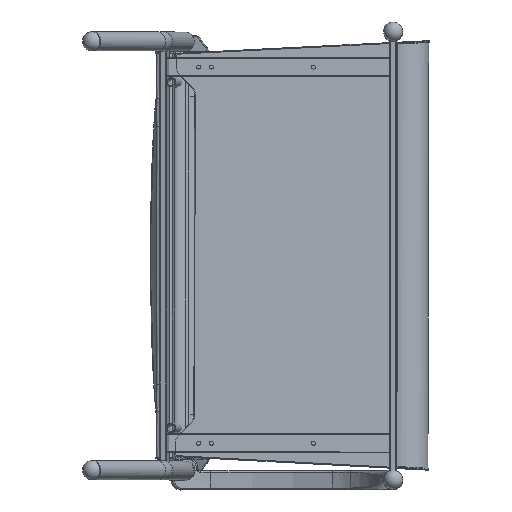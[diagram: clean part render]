
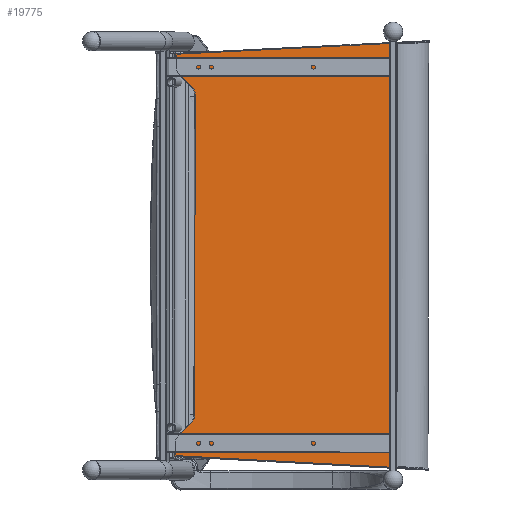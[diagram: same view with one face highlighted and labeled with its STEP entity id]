
A CAD part, top view. The second image highlights one B-rep face of the part: STEP entity #19775.
In plain terms, the highlighted face is planar.
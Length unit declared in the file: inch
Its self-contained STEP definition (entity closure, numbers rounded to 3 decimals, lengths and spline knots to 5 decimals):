
#19222=CARTESIAN_POINT('',(9.2003,-2.41996,31.60182));
#19223=VERTEX_POINT('',#19222);
#19224=CARTESIAN_POINT('',(8.98108,-2.40591,31.07149));
#19225=VERTEX_POINT('',#19224);
#19226=CARTESIAN_POINT('',(8.45184,-2.37197,31.60182));
#19227=DIRECTION('',(0.064,0.998,0.));
#19228=DIRECTION('',(0.922,-0.059,-0.383));
#19229=AXIS2_PLACEMENT_3D('',#19226,#19227,#19228);
#19230=CIRCLE('',#19229,0.75);
#19231=EDGE_CURVE('',#19223,#19225,#19230,.T.);
#19399=CARTESIAN_POINT('',(7.92259,-2.33804,30.01083));
#19400=VERTEX_POINT('',#19399);
#19401=CARTESIAN_POINT('',(7.70337,-2.32398,29.4805));
#19402=VERTEX_POINT('',#19401);
#19403=CARTESIAN_POINT('',(8.45184,-2.37197,29.4805));
#19404=DIRECTION('',(-0.064,-0.998,0.));
#19405=DIRECTION('',(-0.922,0.059,0.383));
#19406=AXIS2_PLACEMENT_3D('',#19403,#19404,#19405);
#19407=CIRCLE('',#19406,0.75);
#19408=EDGE_CURVE('',#19400,#19402,#19407,.T.);
#19431=CARTESIAN_POINT('',(7.70337,-2.32398,4.332));
#19432=VERTEX_POINT('',#19431);
#19433=CARTESIAN_POINT('',(7.92259,-2.33804,3.80167));
#19434=VERTEX_POINT('',#19433);
#19435=CARTESIAN_POINT('',(8.45184,-2.37197,4.332));
#19436=DIRECTION('',(-0.064,-0.998,0.));
#19437=DIRECTION('',(-0.922,0.059,-0.383));
#19438=AXIS2_PLACEMENT_3D('',#19435,#19436,#19437);
#19439=CIRCLE('',#19438,0.75);
#19440=EDGE_CURVE('',#19432,#19434,#19439,.T.);
#19463=CARTESIAN_POINT('',(8.98108,-2.40591,2.74101));
#19464=VERTEX_POINT('',#19463);
#19465=CARTESIAN_POINT('',(9.2003,-2.41996,2.21068));
#19466=VERTEX_POINT('',#19465);
#19467=CARTESIAN_POINT('',(8.45184,-2.37197,2.21068));
#19468=DIRECTION('',(0.064,0.998,0.));
#19469=DIRECTION('',(0.922,-0.059,0.383));
#19470=AXIS2_PLACEMENT_3D('',#19467,#19468,#19469);
#19471=CIRCLE('',#19470,0.75);
#19472=EDGE_CURVE('',#19464,#19466,#19471,.T.);
#19639=CARTESIAN_POINT('',(9.2003,-2.41996,1.27134));
#19640=VERTEX_POINT('',#19639);
#19641=CARTESIAN_POINT('',(9.2003,-2.41996,1.27134));
#19642=DIRECTION('',(0.0,0.0,1.0));
#19643=VECTOR('',#19642,0.93934);
#19644=LINE('',#19641,#19643);
#19645=EDGE_CURVE('',#19640,#19466,#19644,.T.);
#19667=CARTESIAN_POINT('',(8.98108,-2.40591,2.74101));
#19668=DIRECTION('',(-0.706,0.045,0.707));
#19669=VECTOR('',#19668,1.5);
#19670=LINE('',#19667,#19669);
#19671=EDGE_CURVE('',#19464,#19434,#19670,.T.);
#19682=CARTESIAN_POINT('',(7.70337,-2.32398,4.332));
#19683=DIRECTION('',(0.0,0.0,1.0));
#19684=VECTOR('',#19683,25.1485);
#19685=LINE('',#19682,#19684);
#19686=EDGE_CURVE('',#19432,#19402,#19685,.T.);
#19699=CARTESIAN_POINT('',(7.92259,-2.33804,30.01083));
#19700=DIRECTION('',(0.706,-0.045,0.707));
#19701=VECTOR('',#19700,1.5);
#19702=LINE('',#19699,#19701);
#19703=EDGE_CURVE('',#19400,#19225,#19702,.T.);
#19712=CARTESIAN_POINT('',(9.2003,-2.41996,0.0));
#19713=DIRECTION('',(-0.064,-0.998,0.0));
#19714=DIRECTION('',(0.0,0.0,-1.0));
#19715=AXIS2_PLACEMENT_3D('',#19712,#19713,#19714);
#19716=PLANE('',#19715);
#19717=ORIENTED_EDGE('',*,*,#19231,.F.);
#19718=CARTESIAN_POINT('',(9.2003,-2.41996,32.54116));
#19719=VERTEX_POINT('',#19718);
#19720=CARTESIAN_POINT('',(9.2003,-2.41996,31.60182));
#19721=DIRECTION('',(0.0,0.0,1.0));
#19722=VECTOR('',#19721,0.93934);
#19723=LINE('',#19720,#19722);
#19724=EDGE_CURVE('',#19223,#19719,#19723,.T.);
#19725=ORIENTED_EDGE('',*,*,#19724,.T.);
#19726=CARTESIAN_POINT('',(9.13203,-2.41559,32.6132));
#19727=VERTEX_POINT('',#19726);
#19728=CARTESIAN_POINT('',(9.2003,-2.41996,32.60966));
#19729=DIRECTION('',(0.064,0.998,0.0));
#19730=DIRECTION('',(-0.998,0.064,0.0));
#19731=AXIS2_PLACEMENT_3D('',#19728,#19729,#19730);
#19732=CIRCLE('',#19731,0.0685);
#19733=EDGE_CURVE('',#19727,#19719,#19732,.T.);
#19734=ORIENTED_EDGE('',*,*,#19733,.F.);
#19735=CARTESIAN_POINT('',(-8.12755,-1.30893,33.50961));
#19736=VERTEX_POINT('',#19735);
#19737=CARTESIAN_POINT('',(9.13203,-2.41559,32.6132));
#19738=DIRECTION('',(-0.997,0.064,0.052));
#19739=VECTOR('',#19738,17.31824);
#19740=LINE('',#19737,#19739);
#19741=EDGE_CURVE('',#19727,#19736,#19740,.T.);
#19742=ORIENTED_EDGE('',*,*,#19741,.T.);
#19743=CARTESIAN_POINT('',(-8.12755,-1.30893,0.30289));
#19744=VERTEX_POINT('',#19743);
#19745=CARTESIAN_POINT('',(-8.12755,-1.30893,0.30289));
#19746=DIRECTION('',(0.0,0.0,1.0));
#19747=VECTOR('',#19746,33.20672);
#19748=LINE('',#19745,#19747);
#19749=EDGE_CURVE('',#19744,#19736,#19748,.T.);
#19750=ORIENTED_EDGE('',*,*,#19749,.F.);
#19751=CARTESIAN_POINT('',(9.13203,-2.41559,1.1993));
#19752=VERTEX_POINT('',#19751);
#19753=CARTESIAN_POINT('',(-8.12755,-1.30893,0.30289));
#19754=DIRECTION('',(0.997,-0.064,0.052));
#19755=VECTOR('',#19754,17.31824);
#19756=LINE('',#19753,#19755);
#19757=EDGE_CURVE('',#19744,#19752,#19756,.T.);
#19758=ORIENTED_EDGE('',*,*,#19757,.T.);
#19759=CARTESIAN_POINT('',(9.2003,-2.41996,1.20284));
#19760=DIRECTION('',(0.064,0.998,0.0));
#19761=DIRECTION('',(-0.998,0.064,0.0));
#19762=AXIS2_PLACEMENT_3D('',#19759,#19760,#19761);
#19763=CIRCLE('',#19762,0.0685);
#19764=EDGE_CURVE('',#19640,#19752,#19763,.T.);
#19765=ORIENTED_EDGE('',*,*,#19764,.F.);
#19766=ORIENTED_EDGE('',*,*,#19645,.T.);
#19767=ORIENTED_EDGE('',*,*,#19472,.F.);
#19768=ORIENTED_EDGE('',*,*,#19671,.T.);
#19769=ORIENTED_EDGE('',*,*,#19440,.F.);
#19770=ORIENTED_EDGE('',*,*,#19686,.T.);
#19771=ORIENTED_EDGE('',*,*,#19408,.F.);
#19772=ORIENTED_EDGE('',*,*,#19703,.T.);
#19773=EDGE_LOOP('',(#19717,#19725,#19734,#19742,#19750,#19758,#19765,#19766,#19767,#19768,#19769,#19770,#19771,#19772));
#19774=FACE_OUTER_BOUND('',#19773,.T.);
#19775=ADVANCED_FACE('',(#19774),#19716,.T.);
